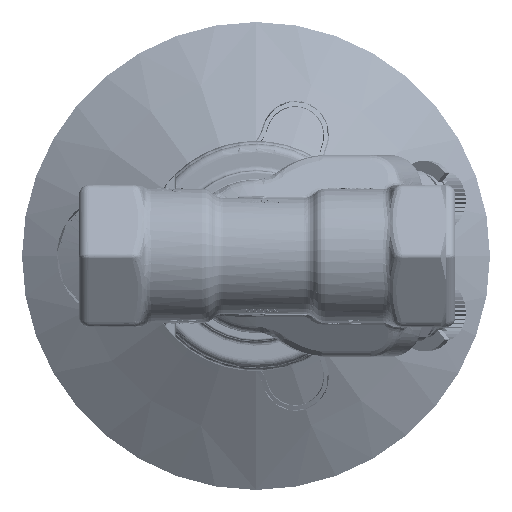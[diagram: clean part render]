
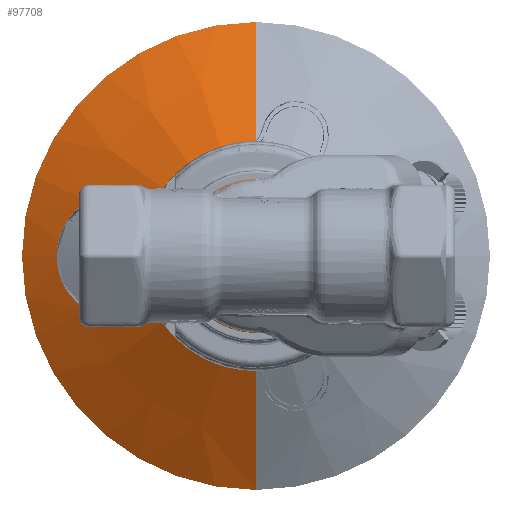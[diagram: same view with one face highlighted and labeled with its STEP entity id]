
A CAD part, front view. The second image highlights one B-rep face of the part: STEP entity #97708.
In plain terms, the highlighted conical face has half-angle 60 degrees and reference radius 33.606 mm.
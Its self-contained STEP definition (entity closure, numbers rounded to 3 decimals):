
#97657=DIRECTION('',(0.866,-0.5,0.));
#97658=VECTOR('',#97657,42.97);
#97659=CARTESIAN_POINT('',(-52.213,20.6,0.));
#97660=LINE('',#97659,#97658);
#97661=CARTESIAN_POINT('',(0.,-0.885,0.));
#97662=DIRECTION('',(0.,-1.,0.));
#97663=DIRECTION('',(-1.,0.,0.));
#97664=AXIS2_PLACEMENT_3D('',#97661,#97662,#97663);
#97666=DIRECTION('',(-0.866,-0.5,0.));
#97667=VECTOR('',#97666,42.97);
#97668=CARTESIAN_POINT('',(52.213,20.6,0.));
#97669=LINE('',#97668,#97667);
#97670=CARTESIAN_POINT('',(0.,20.6,0.));
#97671=DIRECTION('',(0.,1.,0.));
#97672=DIRECTION('',(1.,0.,0.));
#97673=AXIS2_PLACEMENT_3D('',#97670,#97671,#97672);
#97685=CARTESIAN_POINT('',(-52.213,20.6,0.));
#97686=CARTESIAN_POINT('',(-15.,-0.885,0.));
#97687=VERTEX_POINT('',#97685);
#97688=VERTEX_POINT('',#97686);
#97689=CARTESIAN_POINT('',(52.213,20.6,0.));
#97690=CARTESIAN_POINT('',(15.,-0.885,0.));
#97691=VERTEX_POINT('',#97689);
#97692=VERTEX_POINT('',#97690);
#97693=CARTESIAN_POINT('',(0.,9.858,0.));
#97694=DIRECTION('',(0.,1.,0.));
#97695=DIRECTION('',(1.,0.,0.));
#97696=AXIS2_PLACEMENT_3D('',#97693,#97694,#97695);
#97697=CONICAL_SURFACE('',#97696,33.606,60.);
#97699=ORIENTED_EDGE('',*,*,#97698,.T.);
#97701=ORIENTED_EDGE('',*,*,#97700,.T.);
#97703=ORIENTED_EDGE('',*,*,#97702,.F.);
#97705=ORIENTED_EDGE('',*,*,#97704,.T.);
#97706=EDGE_LOOP('',(#97699,#97701,#97703,#97705));
#97707=FACE_OUTER_BOUND('',#97706,.F.);
#97708=ADVANCED_FACE('',(#97707),#97697,.T.);
#97665=CIRCLE('',#97664,15.);
#97674=CIRCLE('',#97673,52.213);
#97698=EDGE_CURVE('',#97687,#97688,#97660,.T.);
#97700=EDGE_CURVE('',#97688,#97692,#97665,.T.);
#97702=EDGE_CURVE('',#97691,#97692,#97669,.T.);
#97704=EDGE_CURVE('',#97691,#97687,#97674,.T.);
